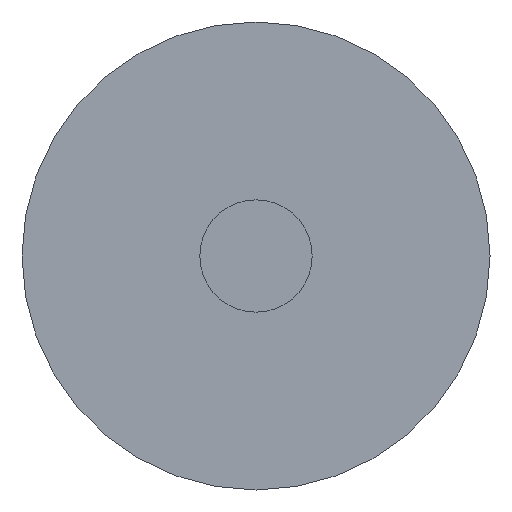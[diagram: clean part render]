
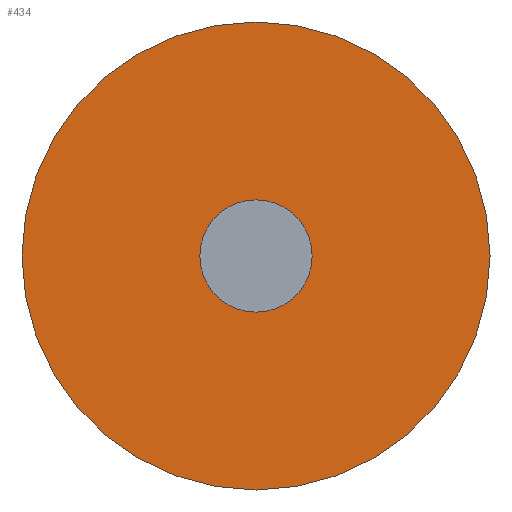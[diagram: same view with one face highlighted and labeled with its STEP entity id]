
A CAD part, front view. The second image highlights one B-rep face of the part: STEP entity #434.
In plain terms, the highlighted planar face has unit normal (0, -1, 0).
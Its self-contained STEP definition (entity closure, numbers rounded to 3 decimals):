
#21 = VERTEX_POINT ( 'NONE', #903 ) ;
#23 = AXIS2_PLACEMENT_3D ( 'NONE', #1119, #921, #437 ) ;
#83 = DIRECTION ( 'NONE',  ( 0., 1., 0. ) ) ;
#97 = CARTESIAN_POINT ( 'NONE',  ( 0., 0., 0. ) ) ;
#124 = PLANE ( 'NONE',  #706 ) ;
#172 = CARTESIAN_POINT ( 'NONE',  ( 0., 0., 0. ) ) ;
#194 = DIRECTION ( 'NONE',  ( 0., 1., 0. ) ) ;
#201 = ORIENTED_EDGE ( 'NONE', *, *, #259, .T. ) ;
#212 = CIRCLE ( 'NONE', #23, 5. ) ;
#246 = DIRECTION ( 'NONE',  ( 0., 1., 0. ) ) ;
#259 = EDGE_CURVE ( 'NONE', #21, #772, #1217, .T. ) ;
#262 = DIRECTION ( 'NONE',  ( 0., 0., 1. ) ) ;
#278 = CARTESIAN_POINT ( 'NONE',  ( 0., 0., 0. ) ) ;
#304 = CARTESIAN_POINT ( 'NONE',  ( 0., 0., -1.2 ) ) ;
#336 = EDGE_LOOP ( 'NONE', ( #1118, #726 ) ) ;
#355 = CARTESIAN_POINT ( 'NONE',  ( 0., 0., 0. ) ) ;
#368 = CIRCLE ( 'NONE', #732, 5. ) ;
#388 = AXIS2_PLACEMENT_3D ( 'NONE', #97, #194, #771 ) ;
#434 = ADVANCED_FACE ( 'NONE', ( #814, #660 ), #124, .F. ) ;
#437 = DIRECTION ( 'NONE',  ( 0., 0., 1. ) ) ;
#497 = EDGE_CURVE ( 'NONE', #1122, #960, #212, .T. ) ;
#628 = DIRECTION ( 'NONE',  ( 0., 0., 1. ) ) ;
#660 = FACE_BOUND ( 'NONE', #904, .T. ) ;
#679 = EDGE_CURVE ( 'NONE', #960, #1122, #368, .T. ) ;
#685 = ORIENTED_EDGE ( 'NONE', *, *, #997, .T. ) ;
#706 = AXIS2_PLACEMENT_3D ( 'NONE', #355, #246, #262 ) ;
#718 = CIRCLE ( 'NONE', #999, 1.2 ) ;
#726 = ORIENTED_EDGE ( 'NONE', *, *, #679, .F. ) ;
#732 = AXIS2_PLACEMENT_3D ( 'NONE', #172, #83, #845 ) ;
#771 = DIRECTION ( 'NONE',  ( 0., 0., 1. ) ) ;
#772 = VERTEX_POINT ( 'NONE', #304 ) ;
#814 = FACE_OUTER_BOUND ( 'NONE', #336, .T. ) ;
#845 = DIRECTION ( 'NONE',  ( 0., 0., 1. ) ) ;
#903 = CARTESIAN_POINT ( 'NONE',  ( 0., 0., 1.2 ) ) ;
#904 = EDGE_LOOP ( 'NONE', ( #685, #201 ) ) ;
#910 = CARTESIAN_POINT ( 'NONE',  ( 0., 0., 5. ) ) ;
#921 = DIRECTION ( 'NONE',  ( 0., 1., 0. ) ) ;
#960 = VERTEX_POINT ( 'NONE', #910 ) ;
#997 = EDGE_CURVE ( 'NONE', #772, #21, #718, .T. ) ;
#999 = AXIS2_PLACEMENT_3D ( 'NONE', #278, #1240, #628 ) ;
#1118 = ORIENTED_EDGE ( 'NONE', *, *, #497, .F. ) ;
#1119 = CARTESIAN_POINT ( 'NONE',  ( 0., 0., 0. ) ) ;
#1122 = VERTEX_POINT ( 'NONE', #1170 ) ;
#1170 = CARTESIAN_POINT ( 'NONE',  ( 0., 0., -5. ) ) ;
#1217 = CIRCLE ( 'NONE', #388, 1.2 ) ;
#1240 = DIRECTION ( 'NONE',  ( 0., 1., 0. ) ) ;
